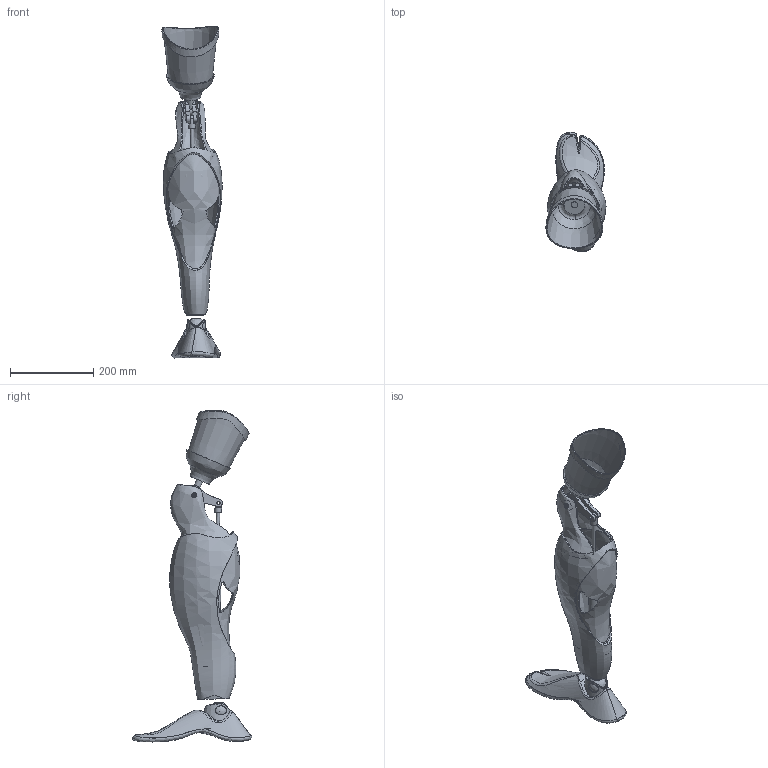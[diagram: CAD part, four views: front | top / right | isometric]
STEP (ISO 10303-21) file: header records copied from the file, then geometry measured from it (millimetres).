
FILE_DESCRIPTION(('FreeCAD Model'),'2;1');
FILE_NAME('Open CASCADE Shape Model','2025-04-29T04:14:50',('FreeCAD'),( 'FreeCAD'),'Open CASCADE STEP processor 7.6','FreeCAD','Unknown');
FILE_SCHEMA(('AUTOMOTIVE_DESIGN { 1 0 10303 214 1 1 1 1 }'));
Length unit declared in the file: millimetre
Products named in the file (1): Open CASCADE STEP translator 7.6 1
Bounding box: 144.75 x 287.4 x 798.83 mm (x, y, z)
Volume: 2168383.6 mm3; surface area: 651731.2 mm2
Topology: 8 solids, 9 shells, 219 faces, 673 edges, 478 vertices
Faces by surface type: bspline 106, plane 53, cylinder 45, sphere 7, torus 4, cone 4
Full cylindrical faces by diameter (mm): 4.2 x2, 6.5 x4, 8.128 x5, 8.331 x1, 15 x1, 15.748 x1, 16 x1, 23.876 x1, 30 x1, 31 x1
Entity records: 100860 total; most frequent: CARTESIAN_POINT 95810, ORIENTED_EDGE 1328, EDGE_CURVE 664, DIRECTION 586, VERTEX_POINT 477, B_SPLINE_CURVE_WITH_KNOTS 427, FACE_BOUND 261, EDGE_LOOP 260
